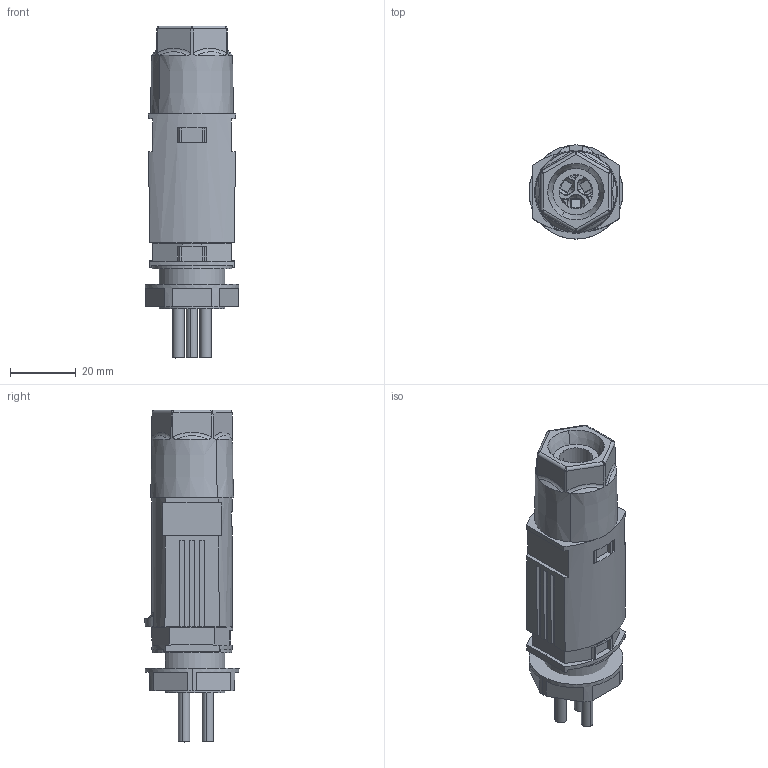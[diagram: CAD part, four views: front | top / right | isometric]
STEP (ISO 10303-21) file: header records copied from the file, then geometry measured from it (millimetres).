
FILE_DESCRIPTION(('Creo Elements/Direct Modeling STEP Export'),'2;1');
FILE_NAME('model.stp','2021-08-15T 4:21:10',(''),(''),'Creo Elements/Direct Modeling STEP processor for AP214 (Solid Model)','Creo Elements/Direct Modeling 20.1D 10-Oct-2020 (C) Parametric Technology GmbH','');
FILE_SCHEMA(('AUTOMOTIVE_DESIGN { 1 0 10303 214 1 1 1 1 }'));
Length unit declared in the file: millimetre
Products named in the file (4): IPD_WD_3P2.5100A_M20_BK_ASSY-select; A_INL_M20X1.5_D28.5_SW26_BK-select; IPD_COVER_W26_BK-SELECT; IPD_WD_3P2.5_1.0_M20_BK-select
Assembly tree (3 placements, depth 2):
  IPD_WD_3P2.5_1.0_M20_BK-select
    IPD_COVER_W26_BK-SELECT
    A_INL_M20X1.5_D28.5_SW26_BK-select
    IPD_WD_3P2.5100A_M20_BK_ASSY-select
Bounding box: 28.5 x 28.55 x 100.75 mm (x, y, z)
Volume: 32397.5 mm3; surface area: 18907.8 mm2
Topology: 3 solids, 3 shells, 481 faces, 1299 edges, 857 vertices
Faces by surface type: plane 342, cylinder 64, cone 56, torus 13, bspline 6
Entity records: 31623 total; most frequent: CARTESIAN_POINT 16050, ORIENTED_EDGE 2598, DIRECTION 2032, EDGE_CURVE 1299, VERTEX_POINT 857, VECTOR 754, LINE 754, AXIS2_PLACEMENT_3D 639
